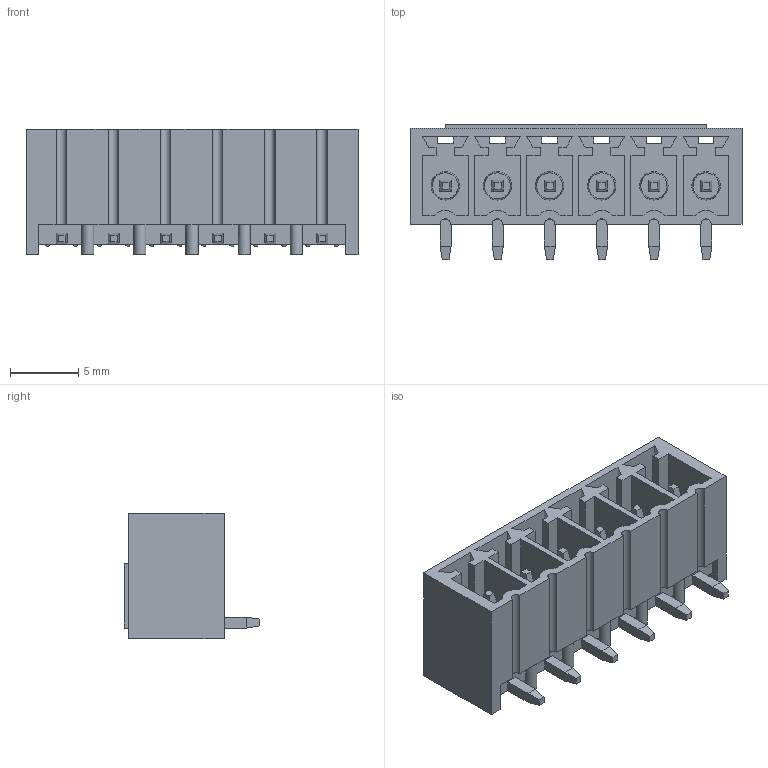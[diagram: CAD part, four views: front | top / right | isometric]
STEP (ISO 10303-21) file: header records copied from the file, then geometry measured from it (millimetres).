
FILE_DESCRIPTION( ( 'Unknown' ), '1' );
FILE_NAME( '691701340006B.stp', 'Unknown', ( 'Quentin LAIDEBEUR' ), ( 'WE' ), 'PSStep 15.0.49', 'Sample-box', ' ' );
FILE_SCHEMA( ( 'AUTOMOTIVE_DESIGN { 1 0 10303 214 1 1 1 1 }' ) );
Length unit declared in the file: millimetre
Products named in the file (3): Assem1; 06; 6917013400xxB_PIN
Assembly tree (7 placements, depth 2):
  Assem1
    06
    6917013400xxB_PIN  x6
Bounding box: 24.25 x 9.9 x 9.2 mm (x, y, z)
Volume: 761.9 mm3; surface area: 2224.7 mm2
Topology: 7 solids, 7 shells, 385 faces, 1030 edges, 669 vertices
Faces by surface type: plane 321, cylinder 46, sphere 12, cone 6
Full cylindrical faces by diameter (mm): 0.3 x12, 0.9 x10
Entity records: 11483 total; most frequent: CARTESIAN_POINT 1596, ORIENTED_EDGE 1522, DIRECTION 1461, EDGE_CURVE 761, LINE 667, VECTOR 667, VERTEX_POINT 532, AXIS2_PLACEMENT_3D 397
